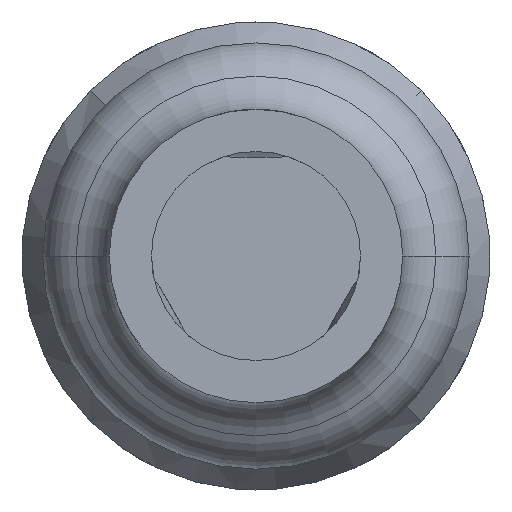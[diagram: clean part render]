
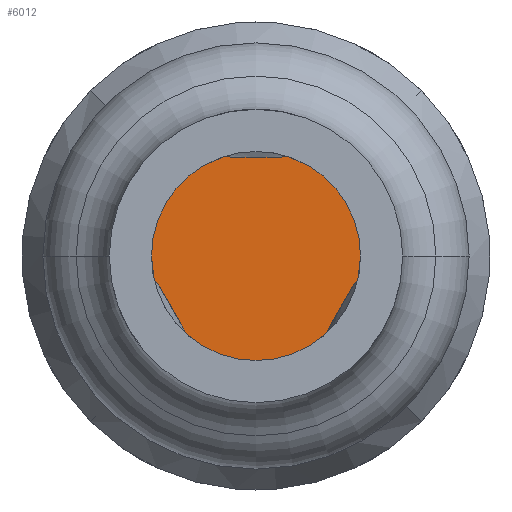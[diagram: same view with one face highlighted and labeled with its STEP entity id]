
A CAD part, front view. The second image highlights one B-rep face of the part: STEP entity #6012.
In plain terms, the highlighted planar face has unit normal (0, -1, 0).
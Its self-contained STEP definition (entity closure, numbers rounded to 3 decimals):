
#5 = PLANE ( 'NONE',  #776 ) ;
#541 = DIRECTION ( 'NONE',  ( 0., 1., 0. ) ) ;
#568 = CARTESIAN_POINT ( 'NONE',  ( 0., -24.7, 0. ) ) ;
#776 = AXIS2_PLACEMENT_3D ( 'NONE', #4815, #2384, #1384 ) ;
#997 = CARTESIAN_POINT ( 'NONE',  ( 0.513, -24.7, 0. ) ) ;
#1012 = CARTESIAN_POINT ( 'NONE',  ( 0., -24.7, 0. ) ) ;
#1075 = EDGE_CURVE ( 'Defeature ausgef�hrt1_0+Defeature ausgef�hrt1_42+Defeature ausgef�hrt1_42+Defeature ausgef�hrt1_42', #4545, #6067, #2073, .T. ) ;
#1078 = EDGE_CURVE ( 'Defeature ausgef�hrt1_0+Defeature ausgef�hrt1_42+Defeature ausgef�hrt1_42+Defeature ausgef�hrt1_42', #6067, #4545, #1304, .T. ) ;
#1276 = ORIENTED_EDGE ( 'NONE', *, *, #1078, .F. ) ;
#1304 = CIRCLE ( 'NONE', #3402, 0.513 ) ;
#1384 = DIRECTION ( 'NONE',  ( -1., 0., 0. ) ) ;
#1969 = EDGE_LOOP ( 'NONE', ( #5491, #1276 ) ) ;
#2073 = CIRCLE ( 'NONE', #4834, 0.513 ) ;
#2384 = DIRECTION ( 'NONE',  ( 0., 1., 0. ) ) ;
#3402 = AXIS2_PLACEMENT_3D ( 'NONE', #568, #5358, #5904 ) ;
#3954 = DIRECTION ( 'NONE',  ( 1., 0., 0. ) ) ;
#4545 = VERTEX_POINT ( 'NONE', #6171 ) ;
#4739 = FACE_OUTER_BOUND ( 'NONE', #1969, .T. ) ;
#4815 = CARTESIAN_POINT ( 'NONE',  ( 0., -24.7, 0. ) ) ;
#4834 = AXIS2_PLACEMENT_3D ( 'NONE', #1012, #541, #3954 ) ;
#5358 = DIRECTION ( 'NONE',  ( 0., 1., 0. ) ) ;
#5491 = ORIENTED_EDGE ( 'NONE', *, *, #1075, .F. ) ;
#5904 = DIRECTION ( 'NONE',  ( 1., 0., 0. ) ) ;
#6012 = ADVANCED_FACE ( 'Defeature ausgef�hrt1_42', ( #4739 ), #5, .F. ) ;
#6067 = VERTEX_POINT ( 'NONE', #997 ) ;
#6171 = CARTESIAN_POINT ( 'NONE',  ( -0.513, -24.7, 0. ) ) ;
